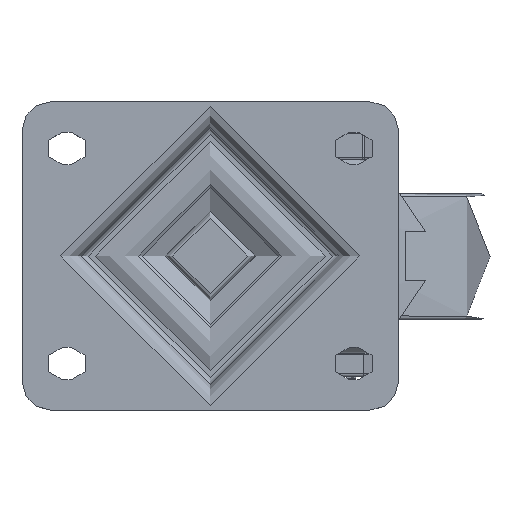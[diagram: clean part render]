
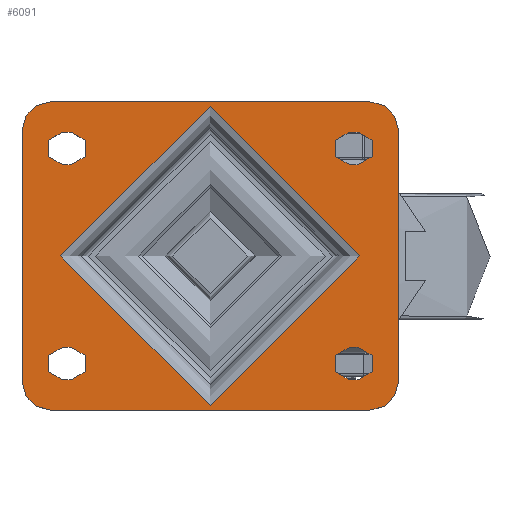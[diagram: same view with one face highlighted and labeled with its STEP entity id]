
A CAD part, top view. The second image highlights one B-rep face of the part: STEP entity #6091.
In plain terms, the highlighted planar face has unit normal (0, 0, 1).
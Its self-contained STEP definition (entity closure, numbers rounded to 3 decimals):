
#387=FACE_BOUND('',#1069,.T.);
#388=FACE_BOUND('',#1070,.T.);
#389=FACE_BOUND('',#1071,.T.);
#390=FACE_BOUND('',#1072,.T.);
#391=FACE_BOUND('',#1073,.T.);
#440=PLANE('',#6649);
#686=FACE_OUTER_BOUND('',#1068,.T.);
#1068=EDGE_LOOP('',(#4261,#4262,#4263,#4264,#4265,#4266,#4267,#4268));
#1069=EDGE_LOOP('',(#4269));
#1070=EDGE_LOOP('',(#4270,#4271,#4272,#4273));
#1071=EDGE_LOOP('',(#4274,#4275,#4276,#4277));
#1072=EDGE_LOOP('',(#4278,#4279,#4280,#4281));
#1073=EDGE_LOOP('',(#4282,#4283,#4284,#4285));
#1515=LINE('',#9072,#1973);
#1517=LINE('',#9075,#1975);
#1518=LINE('',#9076,#1976);
#1519=LINE('',#9077,#1977);
#1520=LINE('',#9078,#1978);
#1521=LINE('',#9079,#1979);
#1522=LINE('',#9080,#1980);
#1523=LINE('',#9081,#1981);
#1524=LINE('',#9082,#1982);
#1525=LINE('',#9083,#1983);
#1526=LINE('',#9084,#1984);
#1527=LINE('',#9085,#1985);
#1973=VECTOR('',#7407,1000.);
#1975=VECTOR('',#7411,1000.);
#1976=VECTOR('',#7412,1000.);
#1977=VECTOR('',#7413,1000.);
#1978=VECTOR('',#7414,1000.);
#1979=VECTOR('',#7415,1000.);
#1980=VECTOR('',#7416,1000.);
#1981=VECTOR('',#7417,1000.);
#1982=VECTOR('',#7418,1000.);
#1983=VECTOR('',#7419,1000.);
#1984=VECTOR('',#7420,1000.);
#1985=VECTOR('',#7421,1000.);
#2412=CIRCLE('',#6587,4.5);
#2413=CIRCLE('',#6589,4.5);
#2416=CIRCLE('',#6593,4.5);
#2417=CIRCLE('',#6595,4.5);
#2420=CIRCLE('',#6599,4.5);
#2421=CIRCLE('',#6601,4.5);
#2424=CIRCLE('',#6605,4.5);
#2425=CIRCLE('',#6607,4.5);
#2427=CIRCLE('',#6610,41.75);
#2440=CIRCLE('',#6630,8.);
#2442=CIRCLE('',#6633,8.);
#2444=CIRCLE('',#6636,8.);
#2446=CIRCLE('',#6639,8.);
#2662=VERTEX_POINT('',#8924);
#2663=VERTEX_POINT('',#8926);
#2664=VERTEX_POINT('',#8930);
#2665=VERTEX_POINT('',#8931);
#2670=VERTEX_POINT('',#8942);
#2671=VERTEX_POINT('',#8944);
#2672=VERTEX_POINT('',#8948);
#2673=VERTEX_POINT('',#8949);
#2678=VERTEX_POINT('',#8960);
#2679=VERTEX_POINT('',#8962);
#2680=VERTEX_POINT('',#8966);
#2681=VERTEX_POINT('',#8967);
#2686=VERTEX_POINT('',#8978);
#2687=VERTEX_POINT('',#8980);
#2688=VERTEX_POINT('',#8984);
#2689=VERTEX_POINT('',#8985);
#2692=VERTEX_POINT('',#8993);
#2701=VERTEX_POINT('',#9025);
#2702=VERTEX_POINT('',#9026);
#2705=VERTEX_POINT('',#9034);
#2706=VERTEX_POINT('',#9035);
#2709=VERTEX_POINT('',#9043);
#2710=VERTEX_POINT('',#9044);
#2713=VERTEX_POINT('',#9052);
#2714=VERTEX_POINT('',#9053);
#3248=EDGE_CURVE('',#2663,#2662,#2412,.T.);
#3250=EDGE_CURVE('',#2664,#2665,#2413,.T.);
#3256=EDGE_CURVE('',#2671,#2670,#2416,.T.);
#3258=EDGE_CURVE('',#2672,#2673,#2417,.T.);
#3264=EDGE_CURVE('',#2679,#2678,#2420,.T.);
#3266=EDGE_CURVE('',#2680,#2681,#2421,.T.);
#3272=EDGE_CURVE('',#2687,#2686,#2424,.T.);
#3274=EDGE_CURVE('',#2688,#2689,#2425,.T.);
#3278=EDGE_CURVE('',#2692,#2692,#2427,.T.);
#3294=EDGE_CURVE('',#2701,#2702,#2440,.T.);
#3298=EDGE_CURVE('',#2705,#2706,#2442,.T.);
#3302=EDGE_CURVE('',#2709,#2710,#2444,.T.);
#3306=EDGE_CURVE('',#2713,#2714,#2446,.T.);
#3315=EDGE_CURVE('',#2714,#2701,#1515,.T.);
#3317=EDGE_CURVE('',#2710,#2713,#1517,.T.);
#3318=EDGE_CURVE('',#2706,#2709,#1518,.T.);
#3319=EDGE_CURVE('',#2702,#2705,#1519,.T.);
#3320=EDGE_CURVE('',#2662,#2664,#1520,.T.);
#3321=EDGE_CURVE('',#2665,#2663,#1521,.T.);
#3322=EDGE_CURVE('',#2670,#2672,#1522,.T.);
#3323=EDGE_CURVE('',#2673,#2671,#1523,.T.);
#3324=EDGE_CURVE('',#2678,#2680,#1524,.T.);
#3325=EDGE_CURVE('',#2681,#2679,#1525,.T.);
#3326=EDGE_CURVE('',#2686,#2688,#1526,.T.);
#3327=EDGE_CURVE('',#2689,#2687,#1527,.T.);
#4261=ORIENTED_EDGE('',*,*,#3306,.F.);
#4262=ORIENTED_EDGE('',*,*,#3317,.F.);
#4263=ORIENTED_EDGE('',*,*,#3302,.F.);
#4264=ORIENTED_EDGE('',*,*,#3318,.F.);
#4265=ORIENTED_EDGE('',*,*,#3298,.F.);
#4266=ORIENTED_EDGE('',*,*,#3319,.F.);
#4267=ORIENTED_EDGE('',*,*,#3294,.F.);
#4268=ORIENTED_EDGE('',*,*,#3315,.F.);
#4269=ORIENTED_EDGE('',*,*,#3278,.F.);
#4270=ORIENTED_EDGE('',*,*,#3320,.T.);
#4271=ORIENTED_EDGE('',*,*,#3250,.T.);
#4272=ORIENTED_EDGE('',*,*,#3321,.T.);
#4273=ORIENTED_EDGE('',*,*,#3248,.T.);
#4274=ORIENTED_EDGE('',*,*,#3322,.T.);
#4275=ORIENTED_EDGE('',*,*,#3258,.T.);
#4276=ORIENTED_EDGE('',*,*,#3323,.T.);
#4277=ORIENTED_EDGE('',*,*,#3256,.T.);
#4278=ORIENTED_EDGE('',*,*,#3324,.T.);
#4279=ORIENTED_EDGE('',*,*,#3266,.T.);
#4280=ORIENTED_EDGE('',*,*,#3325,.T.);
#4281=ORIENTED_EDGE('',*,*,#3264,.T.);
#4282=ORIENTED_EDGE('',*,*,#3326,.T.);
#4283=ORIENTED_EDGE('',*,*,#3274,.T.);
#4284=ORIENTED_EDGE('',*,*,#3327,.T.);
#4285=ORIENTED_EDGE('',*,*,#3272,.T.);
#6091=ADVANCED_FACE('',(#686,#387,#388,#389,#390,#391),#440,.T.);
#6587=AXIS2_PLACEMENT_3D('',#8927,#7256,#7257);
#6589=AXIS2_PLACEMENT_3D('',#8932,#7261,#7262);
#6593=AXIS2_PLACEMENT_3D('',#8945,#7272,#7273);
#6595=AXIS2_PLACEMENT_3D('',#8950,#7277,#7278);
#6599=AXIS2_PLACEMENT_3D('',#8963,#7288,#7289);
#6601=AXIS2_PLACEMENT_3D('',#8968,#7293,#7294);
#6605=AXIS2_PLACEMENT_3D('',#8981,#7304,#7305);
#6607=AXIS2_PLACEMENT_3D('',#8986,#7309,#7310);
#6610=AXIS2_PLACEMENT_3D('',#8994,#7317,#7318);
#6630=AXIS2_PLACEMENT_3D('',#9027,#7360,#7361);
#6633=AXIS2_PLACEMENT_3D('',#9036,#7368,#7369);
#6636=AXIS2_PLACEMENT_3D('',#9045,#7376,#7377);
#6639=AXIS2_PLACEMENT_3D('',#9054,#7384,#7385);
#6649=AXIS2_PLACEMENT_3D('',#9074,#7409,#7410);
#7256=DIRECTION('center_axis',(0.,0.,-1.));
#7257=DIRECTION('ref_axis',(-1.,0.,0.));
#7261=DIRECTION('center_axis',(0.,0.,-1.));
#7262=DIRECTION('ref_axis',(-1.,0.,0.));
#7272=DIRECTION('center_axis',(0.,0.,-1.));
#7273=DIRECTION('ref_axis',(-1.,0.,0.));
#7277=DIRECTION('center_axis',(0.,0.,-1.));
#7278=DIRECTION('ref_axis',(-1.,0.,0.));
#7288=DIRECTION('center_axis',(0.,0.,-1.));
#7289=DIRECTION('ref_axis',(1.,0.,0.));
#7293=DIRECTION('center_axis',(0.,0.,-1.));
#7294=DIRECTION('ref_axis',(1.,0.,0.));
#7304=DIRECTION('center_axis',(0.,0.,-1.));
#7305=DIRECTION('ref_axis',(1.,0.,0.));
#7309=DIRECTION('center_axis',(0.,0.,-1.));
#7310=DIRECTION('ref_axis',(1.,0.,0.));
#7317=DIRECTION('center_axis',(0.,0.,1.));
#7318=DIRECTION('ref_axis',(1.,0.,0.));
#7360=DIRECTION('center_axis',(0.,0.,-1.));
#7361=DIRECTION('ref_axis',(-0.707,0.707,0.));
#7368=DIRECTION('center_axis',(0.,0.,-1.));
#7369=DIRECTION('ref_axis',(0.707,0.707,0.));
#7376=DIRECTION('center_axis',(0.,0.,-1.));
#7377=DIRECTION('ref_axis',(0.707,-0.707,0.));
#7384=DIRECTION('center_axis',(0.,0.,-1.));
#7385=DIRECTION('ref_axis',(-0.707,-0.707,0.));
#7407=DIRECTION('',(0.,1.,0.));
#7409=DIRECTION('center_axis',(0.,0.,1.));
#7410=DIRECTION('ref_axis',(1.,0.,0.));
#7411=DIRECTION('',(-1.,0.,0.));
#7412=DIRECTION('',(0.,-1.,0.));
#7413=DIRECTION('',(1.,0.,0.));
#7414=DIRECTION('',(-1.,0.,0.));
#7415=DIRECTION('',(1.,0.,0.));
#7416=DIRECTION('',(-1.,0.,0.));
#7417=DIRECTION('',(1.,0.,0.));
#7418=DIRECTION('',(1.,0.,0.));
#7419=DIRECTION('',(-1.,0.,0.));
#7420=DIRECTION('',(1.,0.,0.));
#7421=DIRECTION('',(-1.,0.,0.));
#8924=CARTESIAN_POINT('',(41.25,-34.5,0.));
#8926=CARTESIAN_POINT('',(41.25,-25.5,0.));
#8927=CARTESIAN_POINT('Origin',(41.25,-30.,0.));
#8930=CARTESIAN_POINT('',(38.75,-34.5,0.));
#8931=CARTESIAN_POINT('',(38.75,-25.5,0.));
#8932=CARTESIAN_POINT('Origin',(38.75,-30.,0.));
#8942=CARTESIAN_POINT('',(41.25,25.5,0.));
#8944=CARTESIAN_POINT('',(41.25,34.5,0.));
#8945=CARTESIAN_POINT('Origin',(41.25,30.,0.));
#8948=CARTESIAN_POINT('',(38.75,25.5,0.));
#8949=CARTESIAN_POINT('',(38.75,34.5,0.));
#8950=CARTESIAN_POINT('Origin',(38.75,30.,0.));
#8960=CARTESIAN_POINT('',(-41.25,-25.5,0.));
#8962=CARTESIAN_POINT('',(-41.25,-34.5,0.));
#8963=CARTESIAN_POINT('Origin',(-41.25,-30.,0.));
#8966=CARTESIAN_POINT('',(-38.75,-25.5,0.));
#8967=CARTESIAN_POINT('',(-38.75,-34.5,0.));
#8968=CARTESIAN_POINT('Origin',(-38.75,-30.,0.));
#8978=CARTESIAN_POINT('',(-41.25,34.5,0.));
#8980=CARTESIAN_POINT('',(-41.25,25.5,0.));
#8981=CARTESIAN_POINT('Origin',(-41.25,30.,0.));
#8984=CARTESIAN_POINT('',(-38.75,34.5,0.));
#8985=CARTESIAN_POINT('',(-38.75,25.5,0.));
#8986=CARTESIAN_POINT('Origin',(-38.75,30.,0.));
#8993=CARTESIAN_POINT('',(41.75,0.,0.));
#8994=CARTESIAN_POINT('Origin',(0.,0.,0.));
#9025=CARTESIAN_POINT('',(-52.5,35.,0.));
#9026=CARTESIAN_POINT('',(-44.5,43.,0.));
#9027=CARTESIAN_POINT('Origin',(-44.5,35.,0.));
#9034=CARTESIAN_POINT('',(44.5,43.,0.));
#9035=CARTESIAN_POINT('',(52.5,35.,0.));
#9036=CARTESIAN_POINT('Origin',(44.5,35.,0.));
#9043=CARTESIAN_POINT('',(52.5,-35.,0.));
#9044=CARTESIAN_POINT('',(44.5,-43.,0.));
#9045=CARTESIAN_POINT('Origin',(44.5,-35.,0.));
#9052=CARTESIAN_POINT('',(-44.5,-43.,0.));
#9053=CARTESIAN_POINT('',(-52.5,-35.,0.));
#9054=CARTESIAN_POINT('Origin',(-44.5,-35.,0.));
#9072=CARTESIAN_POINT('',(-52.5,-43.,0.));
#9074=CARTESIAN_POINT('Origin',(0.,0.,0.));
#9075=CARTESIAN_POINT('',(52.5,-43.,0.));
#9076=CARTESIAN_POINT('',(52.5,43.,0.));
#9077=CARTESIAN_POINT('',(-52.5,43.,0.));
#9078=CARTESIAN_POINT('',(41.25,-34.5,0.));
#9079=CARTESIAN_POINT('',(41.25,-25.5,0.));
#9080=CARTESIAN_POINT('',(41.25,25.5,0.));
#9081=CARTESIAN_POINT('',(41.25,34.5,0.));
#9082=CARTESIAN_POINT('',(-41.25,-25.5,0.));
#9083=CARTESIAN_POINT('',(-41.25,-34.5,0.));
#9084=CARTESIAN_POINT('',(-41.25,34.5,0.));
#9085=CARTESIAN_POINT('',(-41.25,25.5,0.));
